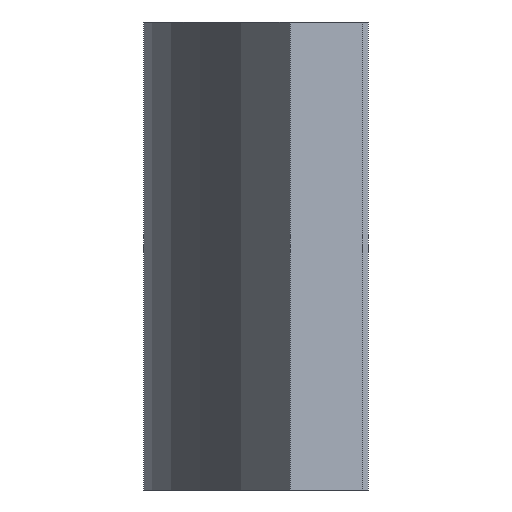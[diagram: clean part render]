
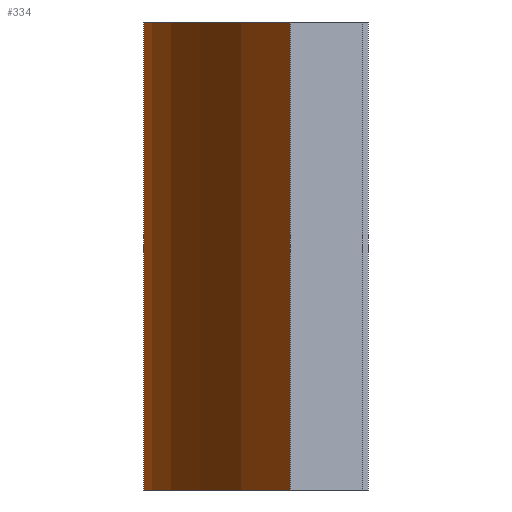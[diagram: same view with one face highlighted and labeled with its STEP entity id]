
A CAD part, left-side view. The second image highlights one B-rep face of the part: STEP entity #334.
In plain terms, the highlighted cylindrical face has radius 70 mm (diameter 140 mm), a partial arc.
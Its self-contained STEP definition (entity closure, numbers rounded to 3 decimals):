
#15=CYLINDRICAL_SURFACE('',#371,70.);
#20=CIRCLE('',#366,70.);
#25=CIRCLE('',#372,70.);
#33=FACE_OUTER_BOUND('',#51,.T.);
#51=EDGE_LOOP('',(#246,#247,#248,#249));
#68=LINE('',#495,#106);
#71=LINE('',#502,#109);
#106=VECTOR('',#397,10.);
#109=VECTOR('',#402,10.);
#144=VERTEX_POINT('',#492);
#145=VERTEX_POINT('',#494);
#146=VERTEX_POINT('',#498);
#148=VERTEX_POINT('',#501);
#176=EDGE_CURVE('',#145,#144,#68,.T.);
#179=EDGE_CURVE('',#148,#146,#71,.T.);
#182=EDGE_CURVE('',#144,#148,#20,.T.);
#196=EDGE_CURVE('',#145,#146,#25,.F.);
#246=ORIENTED_EDGE('',*,*,#179,.T.);
#247=ORIENTED_EDGE('',*,*,#196,.F.);
#248=ORIENTED_EDGE('',*,*,#176,.T.);
#249=ORIENTED_EDGE('',*,*,#182,.T.);
#334=ADVANCED_FACE('',(#33),#15,.T.);
#366=AXIS2_PLACEMENT_3D('',#507,#407,#408);
#371=AXIS2_PLACEMENT_3D('',#533,#426,#427);
#372=AXIS2_PLACEMENT_3D('',#534,#428,#429);
#397=DIRECTION('',(0.,0.,-1.));
#402=DIRECTION('',(0.,0.,1.));
#407=DIRECTION('center_axis',(0.,0.,1.));
#408=DIRECTION('ref_axis',(1.,0.,0.));
#426=DIRECTION('center_axis',(0.,0.,1.));
#427=DIRECTION('ref_axis',(1.,0.,0.));
#428=DIRECTION('center_axis',(0.,0.,-1.));
#429=DIRECTION('ref_axis',(1.,0.,0.));
#492=CARTESIAN_POINT('',(7.179,69.631,-36.));
#494=CARTESIAN_POINT('',(7.179,69.631,14.));
#495=CARTESIAN_POINT('',(7.179,69.631,10.));
#498=CARTESIAN_POINT('',(-44.16,54.313,14.));
#501=CARTESIAN_POINT('',(-44.16,54.313,-36.));
#502=CARTESIAN_POINT('',(-44.16,54.313,10.));
#507=CARTESIAN_POINT('Origin',(0.,0.,-36.));
#533=CARTESIAN_POINT('Origin',(0.,0.,10.));
#534=CARTESIAN_POINT('Origin',(0.,0.,14.));
